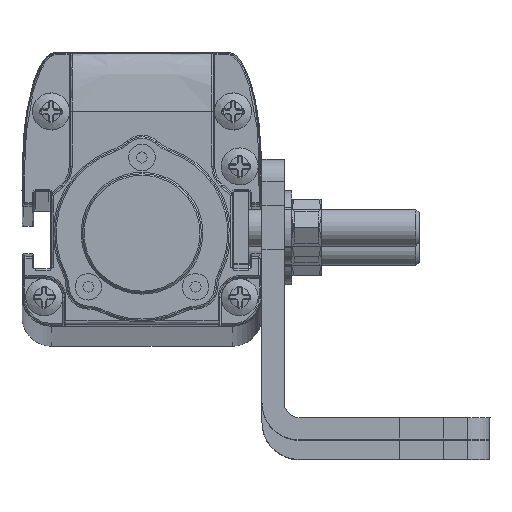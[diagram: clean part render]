
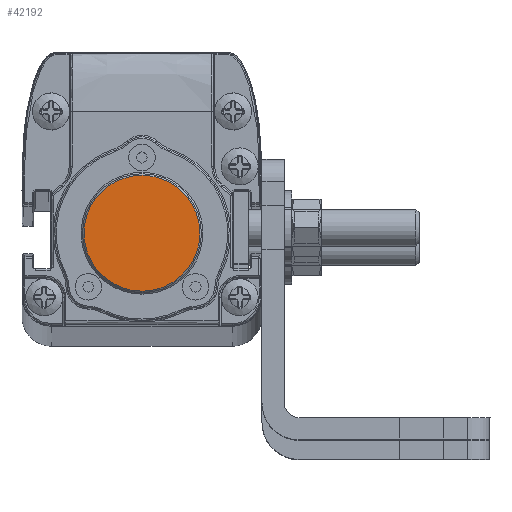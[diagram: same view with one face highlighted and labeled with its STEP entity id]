
A CAD part, top view. The second image highlights one B-rep face of the part: STEP entity #42192.
In plain terms, the highlighted planar face has unit normal (0, 0, 1).
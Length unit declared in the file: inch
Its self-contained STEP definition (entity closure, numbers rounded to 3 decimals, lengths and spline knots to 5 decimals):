
#117 = B_SPLINE_CURVE_WITH_KNOTS ( 'NONE', 3,
 ( #89307, #45498, #23877, #74679, #31178, #81996, #15924, #9513, #59193, #88411, #29924, #80739, #15281, #37227, #88079, #30540, #1027, #51866 ),
 .UNSPECIFIED., .F., .F.,
 ( 4, 2, 2, 2, 2, 2, 2, 2, 4 ),
 ( 0., 0.125, 0.25, 0.375, 0.5, 0.625, 0.75, 0.875, 1. ),
 .UNSPECIFIED. ) ;
#259 = EDGE_CURVE ( 'NONE', #37583, #7910, #34454, .T. ) ;
#1027 = CARTESIAN_POINT ( 'NONE',  ( -0.0402, 0.30709, 62.33583 ) ) ;
#7910 = VERTEX_POINT ( 'NONE', #61530 ) ;
#9513 = CARTESIAN_POINT ( 'NONE',  ( -0.29909, -0.08038, 62.33583 ) ) ;
#10517 = DIRECTION ( 'NONE',  ( 0., 0., 1. ) ) ;
#11464 = DIRECTION ( 'NONE',  ( 1., 0., 0. ) ) ;
#13207 = ORIENTED_EDGE ( 'NONE', *, *, #259, .F. ) ;
#13941 = CARTESIAN_POINT ( 'NONE',  ( 0.30709, -0.0402, 62.33583 ) ) ;
#14239 = CARTESIAN_POINT ( 'NONE',  ( 0.24557, 0.18872, 62.33583 ) ) ;
#14537 = CARTESIAN_POINT ( 'NONE',  ( 0., -0.30709, 62.33583 ) ) ;
#15281 = CARTESIAN_POINT ( 'NONE',  ( -0.24557, 0.18872, 62.33583 ) ) ;
#15548 = FACE_OUTER_BOUND ( 'NONE', #75447, .T. ) ;
#15924 = CARTESIAN_POINT ( 'NONE',  ( -0.26833, -0.15465, 62.33583 ) ) ;
#21283 = CARTESIAN_POINT ( 'NONE',  ( 0.15465, -0.26833, 62.33583 ) ) ;
#21593 = CARTESIAN_POINT ( 'NONE',  ( 0.08038, -0.29909, 62.33583 ) ) ;
#22213 = CARTESIAN_POINT ( 'NONE',  ( 0.18872, 0.24557, 62.33583 ) ) ;
#23877 = CARTESIAN_POINT ( 'NONE',  ( -0.08038, -0.29909, 62.33583 ) ) ;
#29924 = CARTESIAN_POINT ( 'NONE',  ( -0.29909, 0.08038, 62.33583 ) ) ;
#30540 = CARTESIAN_POINT ( 'NONE',  ( -0.08038, 0.29909, 62.33583 ) ) ;
#31178 = CARTESIAN_POINT ( 'NONE',  ( -0.18872, -0.24557, 62.33583 ) ) ;
#34454 = B_SPLINE_CURVE_WITH_KNOTS ( 'NONE', 3,
 ( #58117, #50194, #65739, #80310, #22213, #14239, #72986, #51449, #87662, #13941, #65125, #50835, #64830, #44146, #21283, #21593, #72080, #14537 ),
 .UNSPECIFIED., .F., .F.,
 ( 4, 2, 2, 2, 2, 2, 2, 2, 4 ),
 ( 0., 0.125, 0.25, 0.375, 0.5, 0.625, 0.75, 0.875, 1. ),
 .UNSPECIFIED. ) ;
#37227 = CARTESIAN_POINT ( 'NONE',  ( -0.18872, 0.24557, 62.33583 ) ) ;
#37583 = VERTEX_POINT ( 'NONE', #60029 ) ;
#42192 = ADVANCED_FACE ( 'NONE', ( #15548 ), #54430, .T. ) ;
#44146 = CARTESIAN_POINT ( 'NONE',  ( 0.18872, -0.24557, 62.33583 ) ) ;
#45498 = CARTESIAN_POINT ( 'NONE',  ( -0.0402, -0.30709, 62.33583 ) ) ;
#46793 = AXIS2_PLACEMENT_3D ( 'NONE', #62711, #10517, #11464 ) ;
#50194 = CARTESIAN_POINT ( 'NONE',  ( 0.0402, 0.30709, 62.33583 ) ) ;
#50835 = CARTESIAN_POINT ( 'NONE',  ( 0.26833, -0.15465, 62.33583 ) ) ;
#51449 = CARTESIAN_POINT ( 'NONE',  ( 0.29909, 0.08038, 62.33583 ) ) ;
#51866 = CARTESIAN_POINT ( 'NONE',  ( 0., 0.30709, 62.33583 ) ) ;
#54430 = PLANE ( 'NONE',  #46793 ) ;
#58117 = CARTESIAN_POINT ( 'NONE',  ( 0., 0.30709, 62.33583 ) ) ;
#59193 = CARTESIAN_POINT ( 'NONE',  ( -0.30709, -0.0402, 62.33583 ) ) ;
#60029 = CARTESIAN_POINT ( 'NONE',  ( 0., 0.30709, 62.33583 ) ) ;
#61530 = CARTESIAN_POINT ( 'NONE',  ( 0., -0.30709, 62.33583 ) ) ;
#62711 = CARTESIAN_POINT ( 'NONE',  ( -0.61417, -0.53189, 62.33583 ) ) ;
#64830 = CARTESIAN_POINT ( 'NONE',  ( 0.24557, -0.18872, 62.33583 ) ) ;
#65125 = CARTESIAN_POINT ( 'NONE',  ( 0.29909, -0.08038, 62.33583 ) ) ;
#65739 = CARTESIAN_POINT ( 'NONE',  ( 0.08038, 0.29909, 62.33583 ) ) ;
#71810 = ORIENTED_EDGE ( 'NONE', *, *, #80751, .F. ) ;
#72080 = CARTESIAN_POINT ( 'NONE',  ( 0.0402, -0.30709, 62.33583 ) ) ;
#72986 = CARTESIAN_POINT ( 'NONE',  ( 0.26833, 0.15465, 62.33583 ) ) ;
#74679 = CARTESIAN_POINT ( 'NONE',  ( -0.15465, -0.26833, 62.33583 ) ) ;
#75447 = EDGE_LOOP ( 'NONE', ( #13207, #71810 ) ) ;
#80310 = CARTESIAN_POINT ( 'NONE',  ( 0.15465, 0.26833, 62.33583 ) ) ;
#80739 = CARTESIAN_POINT ( 'NONE',  ( -0.26833, 0.15465, 62.33583 ) ) ;
#80751 = EDGE_CURVE ( 'NONE', #7910, #37583, #117, .T. ) ;
#81996 = CARTESIAN_POINT ( 'NONE',  ( -0.24557, -0.18872, 62.33583 ) ) ;
#87662 = CARTESIAN_POINT ( 'NONE',  ( 0.30709, 0.0402, 62.33583 ) ) ;
#88079 = CARTESIAN_POINT ( 'NONE',  ( -0.15465, 0.26833, 62.33583 ) ) ;
#88411 = CARTESIAN_POINT ( 'NONE',  ( -0.30709, 0.0402, 62.33583 ) ) ;
#89307 = CARTESIAN_POINT ( 'NONE',  ( 0., -0.30709, 62.33583 ) ) ;
